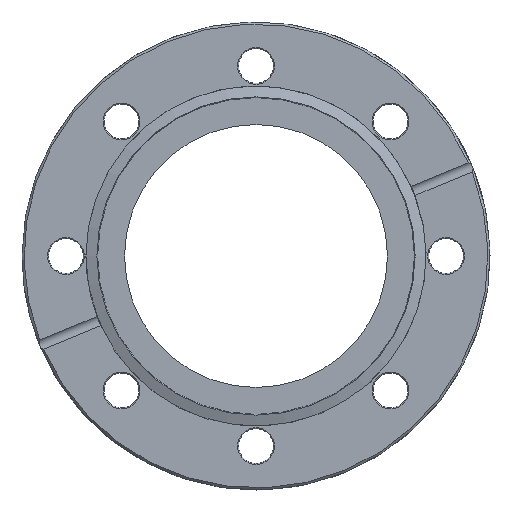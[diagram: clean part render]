
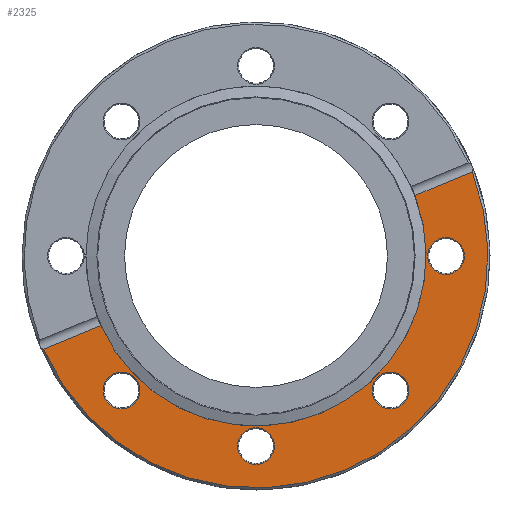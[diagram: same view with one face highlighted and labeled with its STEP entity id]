
A CAD part, front view. The second image highlights one B-rep face of the part: STEP entity #2325.
In plain terms, the highlighted planar face has unit normal (0, -1, 0).
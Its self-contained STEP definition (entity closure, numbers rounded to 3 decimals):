
#101=PLANE('',#2513);
#124=FACE_BOUND('',#691,.T.);
#125=FACE_BOUND('',#692,.T.);
#126=FACE_BOUND('',#693,.T.);
#127=FACE_BOUND('',#694,.T.);
#165=LINE('',#3143,#284);
#283=LINE('',#15563,#402);
#284=VECTOR('',#2590,10.);
#402=VECTOR('',#2934,10.);
#532=FACE_OUTER_BOUND('',#690,.T.);
#690=EDGE_LOOP('',(#2112,#2113,#2114,#2115));
#691=EDGE_LOOP('',(#2116));
#692=EDGE_LOOP('',(#2117));
#693=EDGE_LOOP('',(#2118));
#694=EDGE_LOOP('',(#2119));
#772=CIRCLE('',#2390,56.25);
#848=CIRCLE('',#2514,41.25);
#849=CIRCLE('',#2515,4.45);
#850=CIRCLE('',#2516,4.45);
#851=CIRCLE('',#2517,4.45);
#852=CIRCLE('',#2518,4.45);
#981=VERTEX_POINT('',#3133);
#982=VERTEX_POINT('',#3142);
#987=VERTEX_POINT('',#3169);
#1169=VERTEX_POINT('',#15548);
#1179=VERTEX_POINT('',#15591);
#1180=VERTEX_POINT('',#15593);
#1181=VERTEX_POINT('',#15595);
#1182=VERTEX_POINT('',#15597);
#1216=EDGE_CURVE('',#982,#981,#165,.T.);
#1224=EDGE_CURVE('',#987,#981,#772,.T.);
#1494=EDGE_CURVE('',#987,#1169,#283,.T.);
#1507=EDGE_CURVE('',#1169,#982,#848,.T.);
#1508=EDGE_CURVE('',#1179,#1179,#849,.T.);
#1509=EDGE_CURVE('',#1180,#1180,#850,.T.);
#1510=EDGE_CURVE('',#1181,#1181,#851,.T.);
#1511=EDGE_CURVE('',#1182,#1182,#852,.T.);
#2112=ORIENTED_EDGE('',*,*,#1224,.F.);
#2113=ORIENTED_EDGE('',*,*,#1494,.T.);
#2114=ORIENTED_EDGE('',*,*,#1507,.T.);
#2115=ORIENTED_EDGE('',*,*,#1216,.T.);
#2116=ORIENTED_EDGE('',*,*,#1508,.F.);
#2117=ORIENTED_EDGE('',*,*,#1509,.F.);
#2118=ORIENTED_EDGE('',*,*,#1510,.F.);
#2119=ORIENTED_EDGE('',*,*,#1511,.F.);
#2325=ADVANCED_FACE('',(#532,#124,#125,#126,#127),#101,.T.);
#2390=AXIS2_PLACEMENT_3D('',#3178,#2604,#2605);
#2513=AXIS2_PLACEMENT_3D('',#15589,#2967,#2968);
#2514=AXIS2_PLACEMENT_3D('',#15590,#2969,#2970);
#2515=AXIS2_PLACEMENT_3D('',#15592,#2971,#2972);
#2516=AXIS2_PLACEMENT_3D('',#15594,#2973,#2974);
#2517=AXIS2_PLACEMENT_3D('',#15596,#2975,#2976);
#2518=AXIS2_PLACEMENT_3D('',#15598,#2977,#2978);
#2590=DIRECTION('',(-0.924,0.,-0.383));
#2604=DIRECTION('center_axis',(0.,1.,0.));
#2605=DIRECTION('ref_axis',(1.,0.,0.));
#2934=DIRECTION('',(-0.924,0.,-0.383));
#2967=DIRECTION('center_axis',(0.,-1.,0.));
#2968=DIRECTION('ref_axis',(0.,0.,-1.));
#2969=DIRECTION('center_axis',(0.,1.,0.));
#2970=DIRECTION('ref_axis',(1.,0.,0.));
#2971=DIRECTION('center_axis',(0.,-1.,0.));
#2972=DIRECTION('ref_axis',(0.707,0.,0.707));
#2973=DIRECTION('center_axis',(0.,-1.,0.));
#2974=DIRECTION('ref_axis',(0.707,0.,-0.707));
#2975=DIRECTION('center_axis',(0.,-1.,0.));
#2976=DIRECTION('ref_axis',(1.,0.,0.));
#2977=DIRECTION('center_axis',(0.,-1.,0.));
#2978=DIRECTION('ref_axis',(0.,0.,1.));
#3133=CARTESIAN_POINT('',(-51.497,0.,-22.63));
#3142=CARTESIAN_POINT('',(-37.635,0.,-16.888));
#3143=CARTESIAN_POINT('',(52.889,0.,20.609));
#3169=CARTESIAN_POINT('',(52.416,0.,20.412));
#3178=CARTESIAN_POINT('Origin',(0.,0.,0.));
#15548=CARTESIAN_POINT('',(38.553,0.,14.67));
#15563=CARTESIAN_POINT('',(52.889,0.,20.609));
#15589=CARTESIAN_POINT('Origin',(-56.75,0.,0.));
#15590=CARTESIAN_POINT('Origin',(0.,0.,0.));
#15591=CARTESIAN_POINT('',(29.451,0.,-35.744));
#15592=CARTESIAN_POINT('Origin',(32.598,0.,-32.598));
#15593=CARTESIAN_POINT('',(-35.744,0.,-29.451));
#15594=CARTESIAN_POINT('Origin',(-32.598,0.,-32.598));
#15595=CARTESIAN_POINT('',(-4.45,0.,-46.1));
#15596=CARTESIAN_POINT('Origin',(0.,0.,-46.1));
#15597=CARTESIAN_POINT('',(46.1,0.,-4.45));
#15598=CARTESIAN_POINT('Origin',(46.1,0.,0.));
